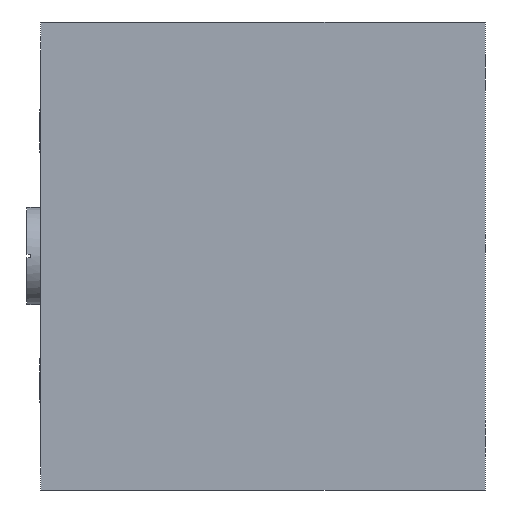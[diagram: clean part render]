
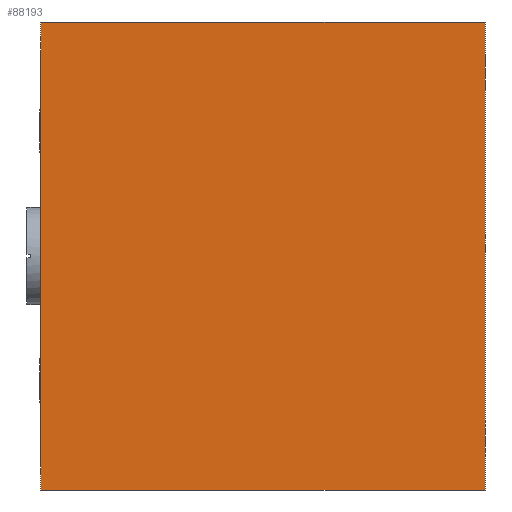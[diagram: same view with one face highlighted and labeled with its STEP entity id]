
A CAD part, left-side view. The second image highlights one B-rep face of the part: STEP entity #88193.
In plain terms, the highlighted planar face has unit normal (-1, 0, 0).
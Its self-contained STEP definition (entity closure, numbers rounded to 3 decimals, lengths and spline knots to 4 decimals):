
#8079 = CARTESIAN_POINT ( 'NONE',  ( -0.3543, 1.8294, 2.2675 ) ) ;
#11270 = DIRECTION ( 'NONE',  ( 0., 0., -1. ) ) ;
#14541 = VECTOR ( 'NONE', #46434, 39.3701 ) ;
#19560 = PLANE ( 'NONE',  #106390 ) ;
#21464 = CARTESIAN_POINT ( 'NONE',  ( -0.3543, 1.8294, 2.2675 ) ) ;
#25737 = ORIENTED_EDGE ( 'NONE', *, *, #37013, .F. ) ;
#29455 = CARTESIAN_POINT ( 'NONE',  ( -0.3543, 1.8294, 1.0675 ) ) ;
#31149 = CARTESIAN_POINT ( 'NONE',  ( -0.3543, 0.6894, 1.0675 ) ) ;
#34292 = CARTESIAN_POINT ( 'NONE',  ( -0.3543, 1.8294, 1.0675 ) ) ;
#36912 = EDGE_LOOP ( 'NONE', ( #82241, #64704, #25737, #92159 ) ) ;
#37013 = EDGE_CURVE ( 'NONE', #52470, #60792, #90947, .T. ) ;
#37758 = DIRECTION ( 'NONE',  ( 0., -1., 0. ) ) ;
#46434 = DIRECTION ( 'NONE',  ( 0., 0., 1. ) ) ;
#46908 = LINE ( 'NONE', #53350, #97393 ) ;
#49602 = CARTESIAN_POINT ( 'NONE',  ( -0.3543, 1.8294, 2.2675 ) ) ;
#52470 = VERTEX_POINT ( 'NONE', #34292 ) ;
#53350 = CARTESIAN_POINT ( 'NONE',  ( -0.3543, 0.6894, 2.2675 ) ) ;
#53850 = VECTOR ( 'NONE', #37758, 39.3701 ) ;
#54914 = FACE_OUTER_BOUND ( 'NONE', #36912, .T. ) ;
#60792 = VERTEX_POINT ( 'NONE', #87477 ) ;
#61698 = VECTOR ( 'NONE', #76002, 39.3701 ) ;
#64704 = ORIENTED_EDGE ( 'NONE', *, *, #78539, .F. ) ;
#72662 = EDGE_CURVE ( 'NONE', #77603, #91787, #46908, .T. ) ;
#75247 = DIRECTION ( 'NONE',  ( 1., 0., 0. ) ) ;
#76002 = DIRECTION ( 'NONE',  ( 0., -1., 0. ) ) ;
#77603 = VERTEX_POINT ( 'NONE', #31149 ) ;
#77954 = DIRECTION ( 'NONE',  ( 0., 0., 1. ) ) ;
#78539 = EDGE_CURVE ( 'NONE', #60792, #91787, #105763, .T. ) ;
#82241 = ORIENTED_EDGE ( 'NONE', *, *, #72662, .T. ) ;
#84317 = CARTESIAN_POINT ( 'NONE',  ( -0.3543, 0.6894, 2.2675 ) ) ;
#84887 = LINE ( 'NONE', #29455, #53850 ) ;
#87477 = CARTESIAN_POINT ( 'NONE',  ( -0.3543, 1.8294, 2.2675 ) ) ;
#88193 = ADVANCED_FACE ( 'NONE', ( #54914 ), #19560, .F. ) ;
#90947 = LINE ( 'NONE', #21464, #14541 ) ;
#91787 = VERTEX_POINT ( 'NONE', #84317 ) ;
#92159 = ORIENTED_EDGE ( 'NONE', *, *, #102380, .T. ) ;
#97393 = VECTOR ( 'NONE', #77954, 39.3701 ) ;
#102380 = EDGE_CURVE ( 'NONE', #52470, #77603, #84887, .T. ) ;
#105763 = LINE ( 'NONE', #8079, #61698 ) ;
#106390 = AXIS2_PLACEMENT_3D ( 'NONE', #49602, #75247, #11270 ) ;
